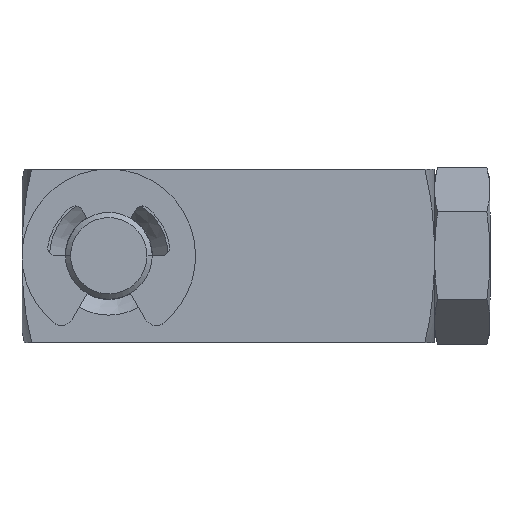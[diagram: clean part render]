
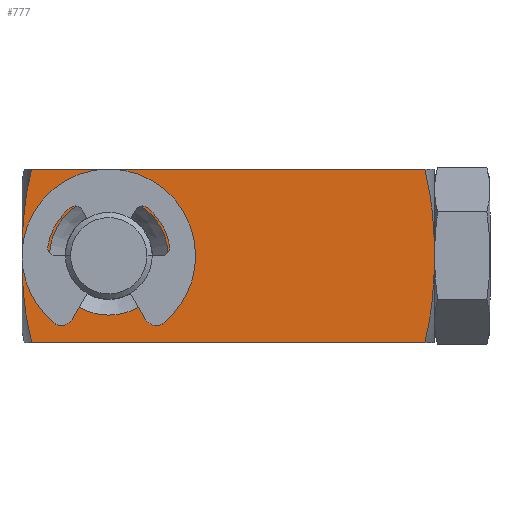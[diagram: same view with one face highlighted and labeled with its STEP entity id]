
A CAD part, top view. The second image highlights one B-rep face of the part: STEP entity #777.
In plain terms, the highlighted planar face has unit normal (0, 0, 1).
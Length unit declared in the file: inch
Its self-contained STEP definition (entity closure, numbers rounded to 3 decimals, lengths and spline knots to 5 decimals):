
#158 = CARTESIAN_POINT ( 'NONE',  ( 0.17075, 0., 0.25 ) ) ;
#172 = CARTESIAN_POINT ( 'NONE',  ( 0.91031, -0.25, 0.25 ) ) ;
#199 = EDGE_CURVE ( 'NONE', #5170, #801, #2776, .T. ) ;
#235 = DIRECTION ( 'NONE',  ( -1., 0., 0. ) ) ;
#250 = PLANE ( 'NONE',  #5653 ) ;
#274 = CARTESIAN_POINT ( 'NONE',  ( 0., 0., 0.25 ) ) ;
#375 = ORIENTED_EDGE ( 'NONE', *, *, #678, .F. ) ;
#398 = CARTESIAN_POINT ( 'NONE',  ( -0.25, 0., 0.25 ) ) ;
#438 = EDGE_CURVE ( 'NONE', #5170, #2223, #6334, .T. ) ;
#534 = CARTESIAN_POINT ( 'NONE',  ( -0.25, 0., 0.25 ) ) ;
#558 = VERTEX_POINT ( 'NONE', #2149 ) ;
#620 = ORIENTED_EDGE ( 'NONE', *, *, #3448, .F. ) ;
#678 = EDGE_CURVE ( 'NONE', #2223, #3823, #3662, .T. ) ;
#777 = ADVANCED_FACE ( 'NONE', ( #5842, #5689 ), #250, .F. ) ;
#800 = DIRECTION ( 'NONE',  ( 1., 0., 0. ) ) ;
#801 = VERTEX_POINT ( 'NONE', #6067 ) ;
#921 = CARTESIAN_POINT ( 'NONE',  ( -0.25, 0.04218, 0.25 ) ) ;
#1223 = CARTESIAN_POINT ( 'NONE',  ( 0., 0., 0.25 ) ) ;
#1320 = CARTESIAN_POINT ( 'NONE',  ( -0.23943, -0.16754, 0.25 ) ) ;
#1462 = CARTESIAN_POINT ( 'NONE',  ( -0.23943, 0.16754, 0.25 ) ) ;
#1538 = CARTESIAN_POINT ( 'NONE',  ( 0.938, 0.04218, 0.25 ) ) ;
#1539 = EDGE_CURVE ( 'NONE', #2303, #3823, #2400, .T. ) ;
#1623 = CIRCLE ( 'NONE', #6235, 0.17075 ) ;
#1700 = CARTESIAN_POINT ( 'NONE',  ( 0.938, 0., 0.25 ) ) ;
#1745 = DIRECTION ( 'NONE',  ( -1., 0., 0. ) ) ;
#1836 = CARTESIAN_POINT ( 'NONE',  ( -0.25, -0.04218, 0.25 ) ) ;
#1987 = CARTESIAN_POINT ( 'NONE',  ( -0.22231, 0.25, 0.25 ) ) ;
#1992 = CIRCLE ( 'NONE', #5920, 0.17075 ) ;
#2118 = ORIENTED_EDGE ( 'NONE', *, *, #5714, .F. ) ;
#2149 = CARTESIAN_POINT ( 'NONE',  ( -0.17075, 0., 0.25 ) ) ;
#2223 = VERTEX_POINT ( 'NONE', #3498 ) ;
#2242 = DIRECTION ( 'NONE',  ( 0., 0., 1. ) ) ;
#2303 = VERTEX_POINT ( 'NONE', #3057 ) ;
#2370 = B_SPLINE_CURVE_WITH_KNOTS ( 'NONE', 3,
 ( #398, #921, #4627, #1462, #5165, #1987 ),
 .UNSPECIFIED., .F., .F.,
 ( 4, 2, 4 ),
 ( 0., 0.00319, 0.00639 ),
 .UNSPECIFIED. ) ;
#2400 = LINE ( 'NONE', #2429, #5056 ) ;
#2429 = CARTESIAN_POINT ( 'NONE',  ( 0.938, -0.25, 0.25 ) ) ;
#2460 = VERTEX_POINT ( 'NONE', #534 ) ;
#2714 = EDGE_CURVE ( 'NONE', #2303, #2460, #5221, .T. ) ;
#2759 = CARTESIAN_POINT ( 'NONE',  ( 0.92743, -0.16754, 0.25 ) ) ;
#2776 = LINE ( 'NONE', #3921, #4198 ) ;
#3057 = CARTESIAN_POINT ( 'NONE',  ( -0.22231, -0.25, 0.25 ) ) ;
#3302 = CARTESIAN_POINT ( 'NONE',  ( 0.91031, -0.25, 0.25 ) ) ;
#3414 = CARTESIAN_POINT ( 'NONE',  ( -0.22231, -0.25, 0.25 ) ) ;
#3431 = VERTEX_POINT ( 'NONE', #158 ) ;
#3448 = EDGE_CURVE ( 'NONE', #2460, #801, #2370, .T. ) ;
#3498 = CARTESIAN_POINT ( 'NONE',  ( 0.938, 0., 0.25 ) ) ;
#3631 = CARTESIAN_POINT ( 'NONE',  ( 0.92056, 0.20896, 0.25 ) ) ;
#3662 = B_SPLINE_CURVE_WITH_KNOTS ( 'NONE', 3,
 ( #1700, #4869, #5944, #2759, #6466, #3302 ),
 .UNSPECIFIED., .F., .F.,
 ( 4, 2, 4 ),
 ( 0., 0.00319, 0.00639 ),
 .UNSPECIFIED. ) ;
#3823 = VERTEX_POINT ( 'NONE', #172 ) ;
#3921 = CARTESIAN_POINT ( 'NONE',  ( -0.25, 0.25, 0.25 ) ) ;
#3937 = CARTESIAN_POINT ( 'NONE',  ( -0.23256, -0.20896, 0.25 ) ) ;
#3965 = DIRECTION ( 'NONE',  ( 0., 0., -1. ) ) ;
#3974 = DIRECTION ( 'NONE',  ( 1., 0., 0. ) ) ;
#4012 = EDGE_LOOP ( 'NONE', ( #2118, #5528 ) ) ;
#4166 = CARTESIAN_POINT ( 'NONE',  ( 0.91031, 0.25, 0.25 ) ) ;
#4198 = VECTOR ( 'NONE', #235, 39.37008 ) ;
#4244 = EDGE_LOOP ( 'NONE', ( #4461, #4429, #375, #5749, #4483, #620 ) ) ;
#4429 = ORIENTED_EDGE ( 'NONE', *, *, #1539, .T. ) ;
#4461 = ORIENTED_EDGE ( 'NONE', *, *, #2714, .F. ) ;
#4483 = ORIENTED_EDGE ( 'NONE', *, *, #199, .T. ) ;
#4627 = CARTESIAN_POINT ( 'NONE',  ( -0.24812, 0.08415, 0.25 ) ) ;
#4701 = CARTESIAN_POINT ( 'NONE',  ( 0.93612, 0.08415, 0.25 ) ) ;
#4869 = CARTESIAN_POINT ( 'NONE',  ( 0.938, -0.04218, 0.25 ) ) ;
#4921 = DIRECTION ( 'NONE',  ( 0., 0., 1. ) ) ;
#5018 = CARTESIAN_POINT ( 'NONE',  ( -0.24812, -0.08415, 0.25 ) ) ;
#5036 = EDGE_CURVE ( 'NONE', #3431, #558, #1623, .T. ) ;
#5056 = VECTOR ( 'NONE', #3974, 39.37008 ) ;
#5165 = CARTESIAN_POINT ( 'NONE',  ( -0.23256, 0.20896, 0.25 ) ) ;
#5170 = VERTEX_POINT ( 'NONE', #6648 ) ;
#5221 = B_SPLINE_CURVE_WITH_KNOTS ( 'NONE', 3,
 ( #3414, #3937, #1320, #5018, #1836, #5560 ),
 .UNSPECIFIED., .F., .F.,
 ( 4, 2, 4 ),
 ( 0., 0.00319, 0.00639 ),
 .UNSPECIFIED. ) ;
#5238 = CARTESIAN_POINT ( 'NONE',  ( 0.938, 0., 0.25 ) ) ;
#5424 = CARTESIAN_POINT ( 'NONE',  ( 0., 0., 0.25 ) ) ;
#5528 = ORIENTED_EDGE ( 'NONE', *, *, #5036, .F. ) ;
#5560 = CARTESIAN_POINT ( 'NONE',  ( -0.25, 0., 0.25 ) ) ;
#5653 = AXIS2_PLACEMENT_3D ( 'NONE', #274, #3965, #800 ) ;
#5689 = FACE_BOUND ( 'NONE', #4012, .T. ) ;
#5714 = EDGE_CURVE ( 'NONE', #558, #3431, #1992, .T. ) ;
#5749 = ORIENTED_EDGE ( 'NONE', *, *, #438, .F. ) ;
#5842 = FACE_OUTER_BOUND ( 'NONE', #4244, .T. ) ;
#5920 = AXIS2_PLACEMENT_3D ( 'NONE', #1223, #4921, #1745 ) ;
#5944 = CARTESIAN_POINT ( 'NONE',  ( 0.93612, -0.08415, 0.25 ) ) ;
#5953 = DIRECTION ( 'NONE',  ( -1., 0., 0. ) ) ;
#6067 = CARTESIAN_POINT ( 'NONE',  ( -0.22231, 0.25, 0.25 ) ) ;
#6235 = AXIS2_PLACEMENT_3D ( 'NONE', #5424, #2242, #5953 ) ;
#6334 = B_SPLINE_CURVE_WITH_KNOTS ( 'NONE', 3,
 ( #4166, #3631, #6818, #4701, #1538, #5238 ),
 .UNSPECIFIED., .F., .F.,
 ( 4, 2, 4 ),
 ( 0., 0.00319, 0.00639 ),
 .UNSPECIFIED. ) ;
#6466 = CARTESIAN_POINT ( 'NONE',  ( 0.92056, -0.20896, 0.25 ) ) ;
#6648 = CARTESIAN_POINT ( 'NONE',  ( 0.91031, 0.25, 0.25 ) ) ;
#6818 = CARTESIAN_POINT ( 'NONE',  ( 0.92743, 0.16754, 0.25 ) ) ;
